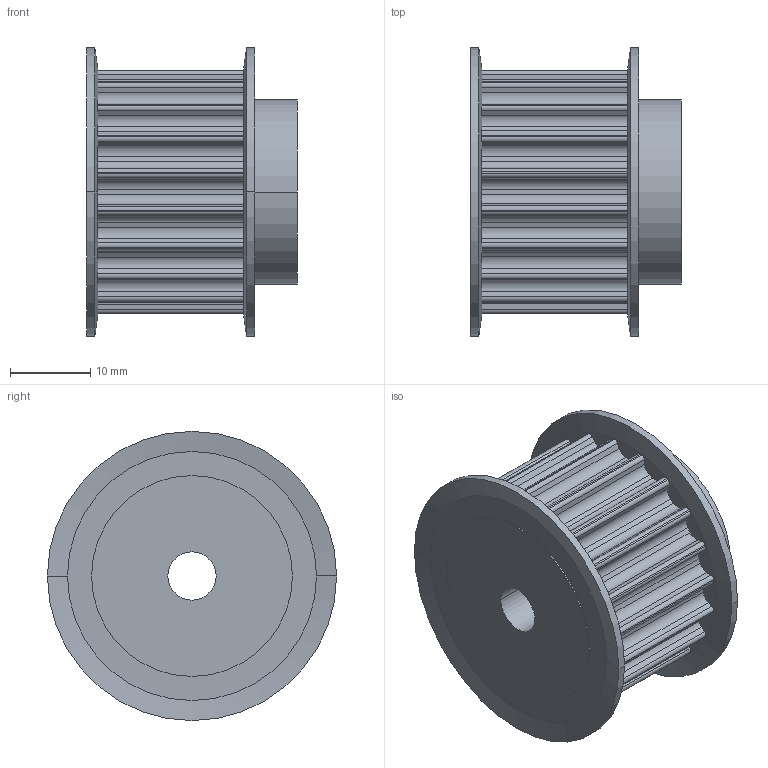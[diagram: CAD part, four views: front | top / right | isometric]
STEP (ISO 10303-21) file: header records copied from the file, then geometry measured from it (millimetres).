
FILE_DESCRIPTION( ( '' ), '1' );
FILE_NAME( '17232000.stp', '2021-10-19T10:03:02', ( '' ), ( '' ), ' ', ' ', ' ' );
FILE_SCHEMA( ( 'CONFIG_CONTROL_DESIGN' ) );
Length unit declared in the file: millimetre
Products named in the file (1): 1
Bounding box: 26.2 x 36 x 36 mm (x, y, z)
Volume: 15029.6 mm3; surface area: 6376.3 mm2
Topology: 1 solids, 1 shells, 187 faces, 532 edges, 352 vertices
Faces by surface type: cylinder 112, plane 67, cone 8
Entity records: 6222 total; most frequent: DIRECTION 1140, CARTESIAN_POINT 1072, ORIENTED_EDGE 1064, EDGE_CURVE 532, AXIS2_PLACEMENT_3D 420, VERTEX_POINT 352, LINE 300, VECTOR 300
